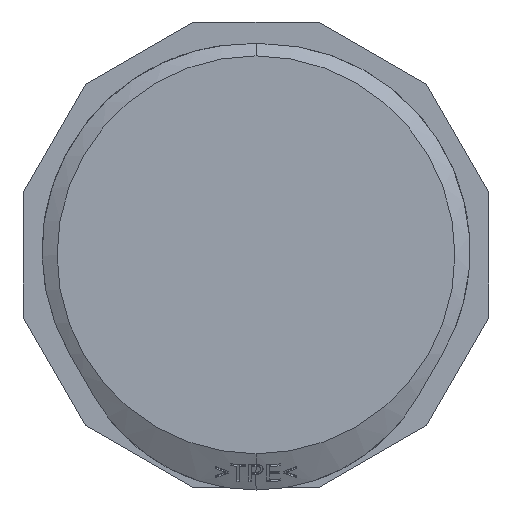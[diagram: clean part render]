
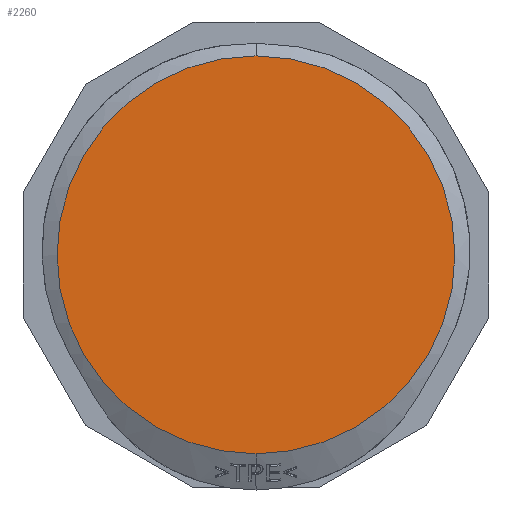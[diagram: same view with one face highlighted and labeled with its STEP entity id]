
A CAD part, front view. The second image highlights one B-rep face of the part: STEP entity #2260.
In plain terms, the highlighted planar face has unit normal (0, -1, 0).
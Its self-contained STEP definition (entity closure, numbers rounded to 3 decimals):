
#762=CIRCLE('',#13444,24.75);
#763=CIRCLE('',#13446,24.75);
#1548=FACE_OUTER_BOUND('',#3484,.T.);
#2260=ADVANCED_FACE('KES-E-R 50/9-B',(#1548),#2636,.F.);
#2636=PLANE('',#13448);
#3484=EDGE_LOOP('',(#7498,#7499));
#7498=ORIENTED_EDGE('',*,*,#10470,.F.);
#7499=ORIENTED_EDGE('',*,*,#10465,.F.);
#8662=VERTEX_POINT('',#32266);
#8663=VERTEX_POINT('',#32268);
#10465=EDGE_CURVE('GENERATED CIRCLE',#8662,#8663,#762,.T.);
#10470=EDGE_CURVE('GENERATED CIRCLE',#8663,#8662,#763,.T.);
#13444=AXIS2_PLACEMENT_3D('',#32267,#16453,#16454);
#13446=AXIS2_PLACEMENT_3D('',#32293,#16459,#16460);
#13448=AXIS2_PLACEMENT_3D('',#32295,#16463,#16464);
#16453=DIRECTION('',(0.,1.,0.));
#16454=DIRECTION('',(1.,0.,0.));
#16459=DIRECTION('',(0.,1.,0.));
#16460=DIRECTION('',(1.,0.,0.));
#16463=DIRECTION('',(0.,1.,0.));
#16464=DIRECTION('',(0.,0.,-1.));
#32266=CARTESIAN_POINT('',(0.,0.,-24.75));
#32267=CARTESIAN_POINT('',(0.,0.,0.));
#32268=CARTESIAN_POINT('',(0.,0.,24.75));
#32293=CARTESIAN_POINT('',(0.,0.,0.));
#32295=CARTESIAN_POINT('',(0.,0.,0.));
